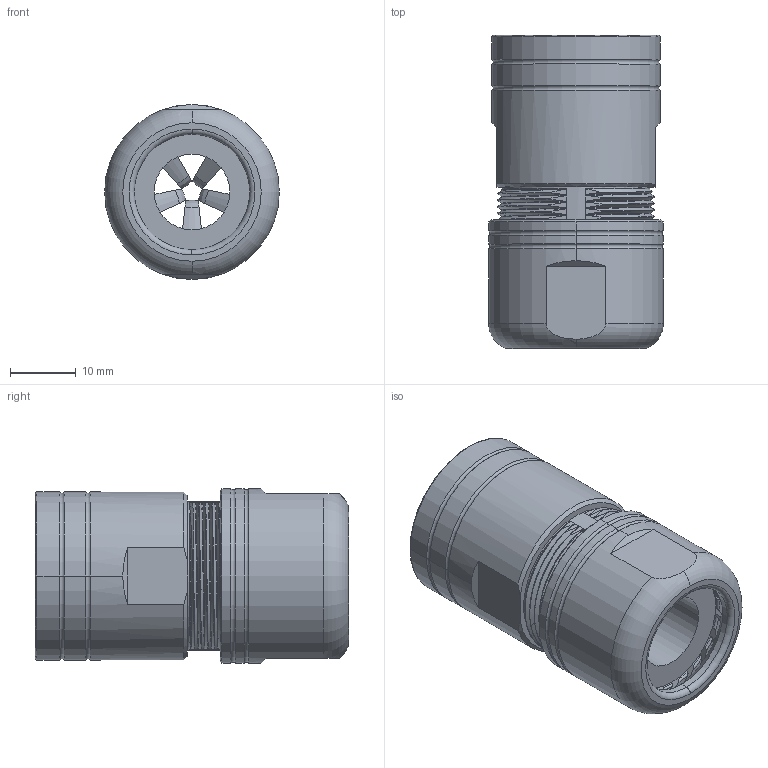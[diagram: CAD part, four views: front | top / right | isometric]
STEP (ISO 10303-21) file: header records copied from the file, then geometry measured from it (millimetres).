
FILE_DESCRIPTION((''),'2;1');
FILE_NAME('M0126','2015-12-04T',('tod.cheng'),(''),'PRO/ENGINEER BY PARAMETRIC TECHNOLOGY CORPORATION, 2012230','PRO/ENGINEER BY PARAMETRIC TECHNOLOGY CORPORATION, 2012230','');
FILE_SCHEMA(('CONFIG_CONTROL_DESIGN'));
Products named in the file (1): M0126
Bounding box: 26.5 x 47.5 x 26.5 mm (x, y, z)
Volume: 9244.2 mm3; surface area: 13991.7 mm2
Topology: 1 solids, 2 shells, 921 faces, 2540 edges, 1607 vertices
Faces by surface type: plane 389, bspline 238, cylinder 168, cone 82, torus 44
Entity records: 57121 total; most frequent: CARTESIAN_POINT 36008, ORIENTED_EDGE 5072, DIRECTION 3366, EDGE_CURVE 2540, VERTEX_POINT 1607, AXIS2_PLACEMENT_3D 1205, B_SPLINE_CURVE_WITH_KNOTS 1063, EDGE_LOOP 984
